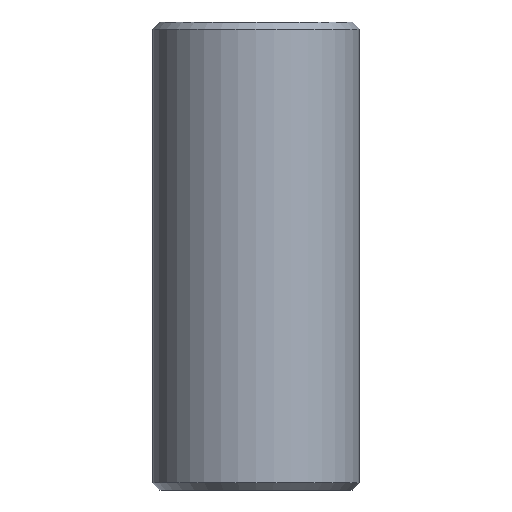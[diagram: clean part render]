
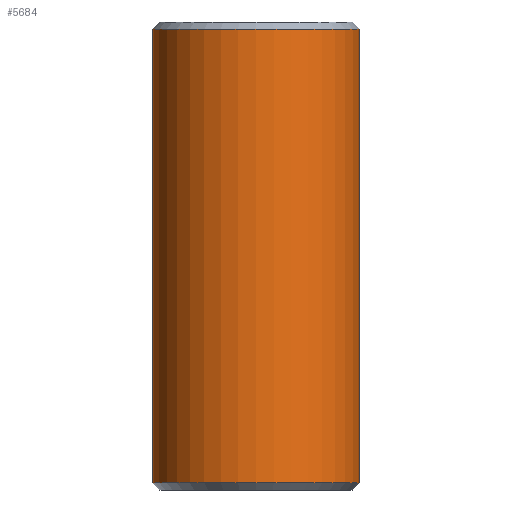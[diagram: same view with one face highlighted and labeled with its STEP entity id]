
A CAD part, front view. The second image highlights one B-rep face of the part: STEP entity #5684.
In plain terms, the highlighted cylindrical face has radius 14.35 mm (diameter 28.7 mm), a partial arc.
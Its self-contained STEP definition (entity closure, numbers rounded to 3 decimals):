
#99 = ORIENTED_EDGE ( 'NONE', *, *, #10381, .T. ) ;
#224 = CARTESIAN_POINT ( 'NONE',  ( 14.35, 0., 32.5 ) ) ;
#430 = VECTOR ( 'NONE', #2678, 1000. ) ;
#448 = CIRCLE ( 'NONE', #6845, 14.35 ) ;
#541 = DIRECTION ( 'NONE',  ( 0., 0., -1. ) ) ;
#609 = ORIENTED_EDGE ( 'NONE', *, *, #1308, .T. ) ;
#1033 = DIRECTION ( 'NONE',  ( 0., 0., 1. ) ) ;
#1308 = EDGE_CURVE ( 'NONE', #10517, #9658, #5701, .T. ) ;
#1872 = CARTESIAN_POINT ( 'NONE',  ( -14.35, 0., -31.5 ) ) ;
#2301 = DIRECTION ( 'NONE',  ( 0., 0., -1. ) ) ;
#2678 = DIRECTION ( 'NONE',  ( 0., 0., -1. ) ) ;
#2942 = LINE ( 'NONE', #224, #6697 ) ;
#3444 = VERTEX_POINT ( 'NONE', #11684 ) ;
#3703 = EDGE_LOOP ( 'NONE', ( #12363, #11558, #609, #99 ) ) ;
#3749 = VERTEX_POINT ( 'NONE', #12428 ) ;
#4132 = AXIS2_PLACEMENT_3D ( 'NONE', #11038, #2301, #10984 ) ;
#4172 = EDGE_CURVE ( 'NONE', #3749, #3444, #2942, .T. ) ;
#4207 = CIRCLE ( 'NONE', #12177, 14.35 ) ;
#4523 = DIRECTION ( 'NONE',  ( 0., 0., -1. ) ) ;
#5684 = ADVANCED_FACE ( 'NONE', ( #6508 ), #6176, .T. ) ;
#5701 = LINE ( 'NONE', #12204, #430 ) ;
#5954 = CARTESIAN_POINT ( 'NONE',  ( -14.35, 0., 31.5 ) ) ;
#6176 = CYLINDRICAL_SURFACE ( 'NONE', #4132, 14.35 ) ;
#6312 = CARTESIAN_POINT ( 'NONE',  ( 0., 0., 31.5 ) ) ;
#6508 = FACE_OUTER_BOUND ( 'NONE', #3703, .T. ) ;
#6697 = VECTOR ( 'NONE', #4523, 1000. ) ;
#6845 = AXIS2_PLACEMENT_3D ( 'NONE', #6312, #541, #13932 ) ;
#8702 = DIRECTION ( 'NONE',  ( 1., 0., 0. ) ) ;
#9658 = VERTEX_POINT ( 'NONE', #1872 ) ;
#10381 = EDGE_CURVE ( 'NONE', #9658, #3444, #4207, .T. ) ;
#10517 = VERTEX_POINT ( 'NONE', #5954 ) ;
#10984 = DIRECTION ( 'NONE',  ( -1., 0., 0. ) ) ;
#11038 = CARTESIAN_POINT ( 'NONE',  ( 0., 0., 32.5 ) ) ;
#11558 = ORIENTED_EDGE ( 'NONE', *, *, #13330, .T. ) ;
#11684 = CARTESIAN_POINT ( 'NONE',  ( 14.35, 0., -31.5 ) ) ;
#12177 = AXIS2_PLACEMENT_3D ( 'NONE', #14121, #1033, #8702 ) ;
#12204 = CARTESIAN_POINT ( 'NONE',  ( -14.35, 0., 32.5 ) ) ;
#12363 = ORIENTED_EDGE ( 'NONE', *, *, #4172, .F. ) ;
#12428 = CARTESIAN_POINT ( 'NONE',  ( 14.35, 0., 31.5 ) ) ;
#13330 = EDGE_CURVE ( 'NONE', #3749, #10517, #448, .T. ) ;
#13932 = DIRECTION ( 'NONE',  ( 1., 0., 0. ) ) ;
#14121 = CARTESIAN_POINT ( 'NONE',  ( 0., 0., -31.5 ) ) ;
